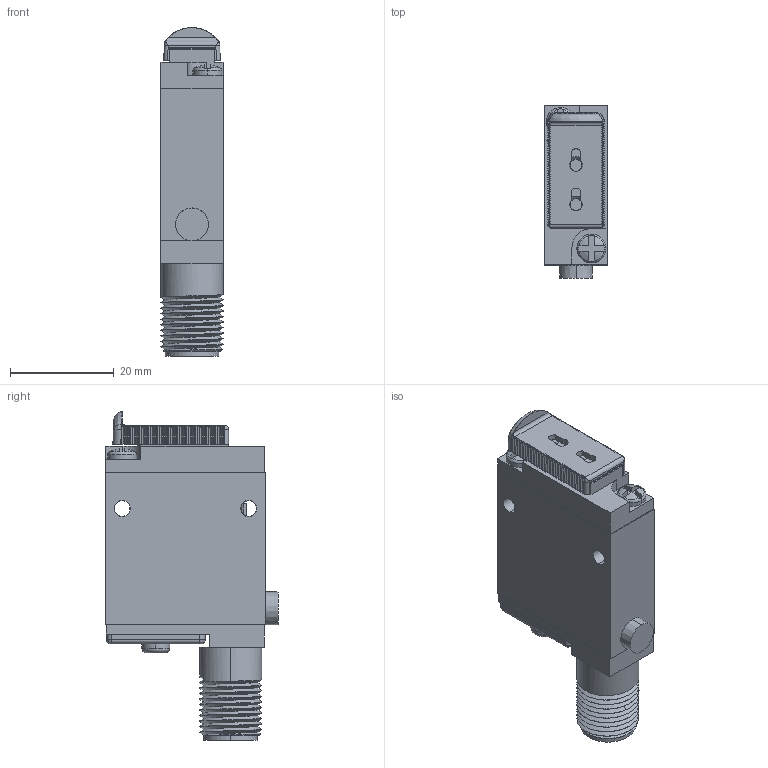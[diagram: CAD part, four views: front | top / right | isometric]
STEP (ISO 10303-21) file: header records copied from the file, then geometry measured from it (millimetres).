
FILE_DESCRIPTION((''),'2;1');
FILE_NAME('154450_SM01_ASM','2025-09-10T10:22:10',('banengservice'),('BANNER ENGINEERING'),'CREO PARAMETRIC BY PTC INC, 2022414','CREO PARAMETRIC BY PTC INC, 2022414','');
FILE_SCHEMA(('CONFIG_CONTROL_DESIGN'));
Length unit declared in the file: millimetre
Products named in the file (2): 154450_EP01; 154450_SM01_ASM
Assembly tree (1 placements, depth 2):
  154450_SM01_ASM
    154450_EP01
Bounding box: 12.04 x 33.32 x 63.53 mm (x, y, z)
Volume: 16141.3 mm3; surface area: 6934.1 mm2
Topology: 1 solids, 1 shells, 537 faces, 1514 edges, 988 vertices
Faces by surface type: plane 301, cylinder 176, bspline 26, cone 19, sphere 8, torus 7
Entity records: 23240 total; most frequent: CARTESIAN_POINT 9789, ORIENTED_EDGE 3026, DIRECTION 2451, EDGE_CURVE 1513, VECTOR 1001, LINE 1001, VERTEX_POINT 988, AXIS2_PLACEMENT_3D 725
